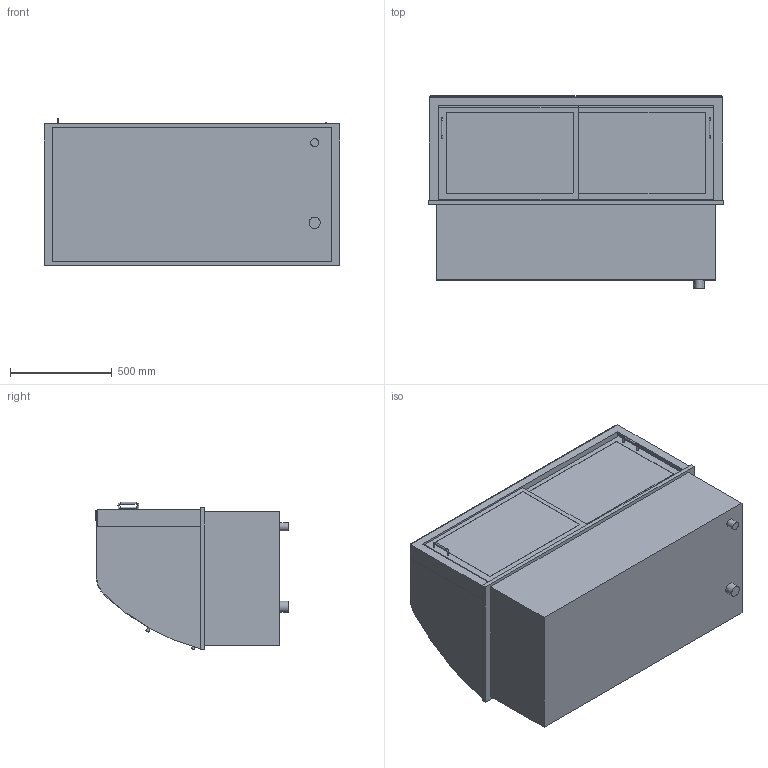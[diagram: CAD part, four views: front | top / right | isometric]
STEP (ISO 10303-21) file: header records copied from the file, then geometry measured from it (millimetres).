
FILE_DESCRIPTION(/* description */ ('Einbaukühlvitrine, Klappen: zentralgekühlt'),/* implementation_level */ '2;1');
FILE_NAME(/* name */ '3D-AKE-00007399.stp',/* time_stamp */ '2024-08-26T11:46:27+02:00',/* author */ ('marina.schachner'),/* organization */ (''),/* preprocessor_version */ 'ST-DEVELOPER v18',/* originating_system */ 'Autodesk Inventor 2020',/* authorisation */ '');
FILE_SCHEMA (('AUTOMOTIVE_DESIGN { 1 0 10303 214 3 1 1 }'));
Length unit declared in the file: millimetre
Products named in the file (1): 3D-AKE-00007399
Bounding box: 1450 x 944 x 722.51 mm (x, y, z)
Volume: 138349759.5 mm3; surface area: 16496075.5 mm2
Topology: 50 solids, 50 shells, 383 faces, 867 edges, 587 vertices
Faces by surface type: plane 289, cylinder 83, cone 7, torus 4
Full cylindrical faces by diameter (mm): 8 x6, 15 x9, 40 x1, 55 x1
Entity records: 10745 total; most frequent: DIRECTION 1854, CARTESIAN_POINT 1838, ORIENTED_EDGE 1734, EDGE_CURVE 867, LINE 648, VECTOR 648, AXIS2_PLACEMENT_3D 603, VERTEX_POINT 587
